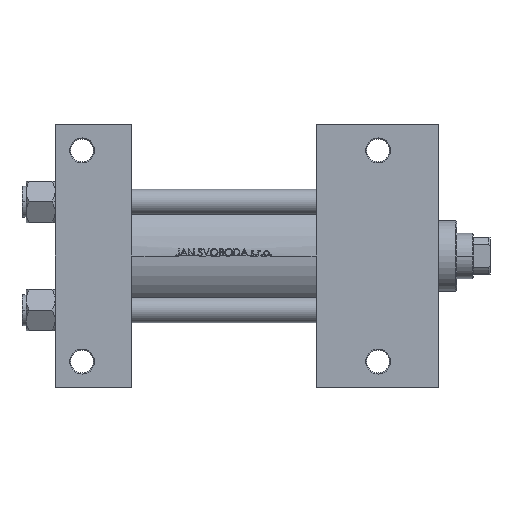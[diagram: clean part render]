
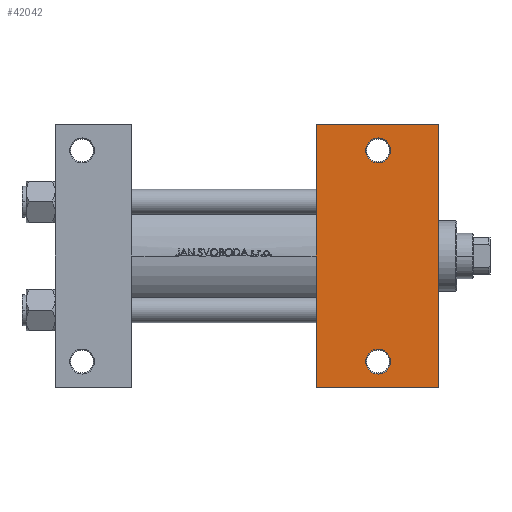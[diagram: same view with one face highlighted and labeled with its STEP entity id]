
A CAD part, front view. The second image highlights one B-rep face of the part: STEP entity #42042.
In plain terms, the highlighted face is planar.
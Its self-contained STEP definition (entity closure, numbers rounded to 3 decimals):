
#693 = DIRECTION ( 'NONE',  ( 0., 0., 1. ) ) ;
#2959 = DIRECTION ( 'NONE',  ( 0., -1., 0. ) ) ;
#3675 = EDGE_CURVE ( 'NONE', #44363, #27138, #7667, .T. ) ;
#3718 = ORIENTED_EDGE ( 'NONE', *, *, #21165, .T. ) ;
#3920 = FACE_BOUND ( 'NONE', #4208, .T. ) ;
#4092 = VERTEX_POINT ( 'NONE', #9624 ) ;
#4168 = PLANE ( 'NONE',  #14847 ) ;
#4208 = EDGE_LOOP ( 'NONE', ( #24723, #28173 ) ) ;
#7633 = DIRECTION ( 'NONE',  ( 0., 0., 1. ) ) ;
#7667 = LINE ( 'NONE', #22866, #35048 ) ;
#8060 = ORIENTED_EDGE ( 'NONE', *, *, #27961, .T. ) ;
#8140 = DIRECTION ( 'NONE',  ( -1., 0., 0. ) ) ;
#8228 = DIRECTION ( 'NONE',  ( -1., 0., 0. ) ) ;
#8916 = CIRCLE ( 'NONE', #43108, 5.999 ) ;
#9158 = LINE ( 'NONE', #23873, #35494 ) ;
#9624 = CARTESIAN_POINT ( 'NONE',  ( 162., 51., -37.5 ) ) ;
#9788 = CARTESIAN_POINT ( 'NONE',  ( 150.001, 51., -37.5 ) ) ;
#10505 = AXIS2_PLACEMENT_3D ( 'NONE', #31550, #693, #46763 ) ;
#11356 = EDGE_CURVE ( 'NONE', #4092, #41376, #14494, .T. ) ;
#11436 = CIRCLE ( 'NONE', #20166, 5.999 ) ;
#11542 = ORIENTED_EDGE ( 'NONE', *, *, #26812, .T. ) ;
#13851 = CARTESIAN_POINT ( 'NONE',  ( 185., 37.5, -37.5 ) ) ;
#14279 = EDGE_CURVE ( 'NONE', #42889, #34499, #11436, .T. ) ;
#14494 = CIRCLE ( 'NONE', #10505, 5.999 ) ;
#14847 = AXIS2_PLACEMENT_3D ( 'NONE', #45760, #27069, #8140 ) ;
#15832 = DIRECTION ( 'NONE',  ( -1., 0., 0. ) ) ;
#17333 = CARTESIAN_POINT ( 'NONE',  ( 126., -63.5, -37.5 ) ) ;
#17425 = ORIENTED_EDGE ( 'NONE', *, *, #14279, .T. ) ;
#18047 = DIRECTION ( 'NONE',  ( -1., 0., 0. ) ) ;
#19155 = DIRECTION ( 'NONE',  ( -1., 0., 0. ) ) ;
#19840 = ORIENTED_EDGE ( 'NONE', *, *, #28803, .T. ) ;
#20166 = AXIS2_PLACEMENT_3D ( 'NONE', #47711, #25036, #18047 ) ;
#21165 = EDGE_CURVE ( 'NONE', #44363, #28458, #9158, .T. ) ;
#22428 = EDGE_LOOP ( 'NONE', ( #47385, #3718, #8060, #19840 ) ) ;
#22866 = CARTESIAN_POINT ( 'NONE',  ( 126., 37.5, -37.5 ) ) ;
#23149 = DIRECTION ( 'NONE',  ( 0., 0., 1. ) ) ;
#23873 = CARTESIAN_POINT ( 'NONE',  ( 126., 63.5, -37.5 ) ) ;
#24723 = ORIENTED_EDGE ( 'NONE', *, *, #30085, .T. ) ;
#25036 = DIRECTION ( 'NONE',  ( 0., 0., 1. ) ) ;
#25319 = CARTESIAN_POINT ( 'NONE',  ( 150.001, -51., -37.5 ) ) ;
#26812 = EDGE_CURVE ( 'NONE', #34499, #42889, #8916, .T. ) ;
#27049 = CARTESIAN_POINT ( 'NONE',  ( 156., 51., -37.5 ) ) ;
#27069 = DIRECTION ( 'NONE',  ( 0., 0., -1. ) ) ;
#27138 = VERTEX_POINT ( 'NONE', #17333 ) ;
#27160 = LINE ( 'NONE', #38373, #38399 ) ;
#27961 = EDGE_CURVE ( 'NONE', #28458, #28181, #32530, .T. ) ;
#28173 = ORIENTED_EDGE ( 'NONE', *, *, #11356, .T. ) ;
#28181 = VERTEX_POINT ( 'NONE', #42890 ) ;
#28458 = VERTEX_POINT ( 'NONE', #46460 ) ;
#28803 = EDGE_CURVE ( 'NONE', #28181, #27138, #27160, .T. ) ;
#30085 = EDGE_CURVE ( 'NONE', #41376, #4092, #35263, .T. ) ;
#31333 = DIRECTION ( 'NONE',  ( 1., 0., 0. ) ) ;
#31550 = CARTESIAN_POINT ( 'NONE',  ( 156., 51., -37.5 ) ) ;
#32530 = LINE ( 'NONE', #13851, #43949 ) ;
#33670 = AXIS2_PLACEMENT_3D ( 'NONE', #27049, #7633, #15832 ) ;
#34499 = VERTEX_POINT ( 'NONE', #36668 ) ;
#35048 = VECTOR ( 'NONE', #2959, 1000. ) ;
#35263 = CIRCLE ( 'NONE', #33670, 5.999 ) ;
#35434 = CARTESIAN_POINT ( 'NONE',  ( 126., 63.5, -37.5 ) ) ;
#35494 = VECTOR ( 'NONE', #31333, 1000. ) ;
#35910 = EDGE_LOOP ( 'NONE', ( #17425, #11542 ) ) ;
#36668 = CARTESIAN_POINT ( 'NONE',  ( 162., -51., -37.5 ) ) ;
#38281 = FACE_BOUND ( 'NONE', #35910, .T. ) ;
#38373 = CARTESIAN_POINT ( 'NONE',  ( 126., -63.5, -37.5 ) ) ;
#38399 = VECTOR ( 'NONE', #8228, 1000. ) ;
#41376 = VERTEX_POINT ( 'NONE', #9788 ) ;
#42042 = ADVANCED_FACE ( 'NONE', ( #3920, #38281, #42247 ), #4168, .T. ) ;
#42247 = FACE_OUTER_BOUND ( 'NONE', #22428, .T. ) ;
#42889 = VERTEX_POINT ( 'NONE', #25319 ) ;
#42890 = CARTESIAN_POINT ( 'NONE',  ( 185., -63.5, -37.5 ) ) ;
#43108 = AXIS2_PLACEMENT_3D ( 'NONE', #49069, #23149, #19155 ) ;
#43949 = VECTOR ( 'NONE', #44234, 1000. ) ;
#44234 = DIRECTION ( 'NONE',  ( 0., -1., 0. ) ) ;
#44363 = VERTEX_POINT ( 'NONE', #35434 ) ;
#45760 = CARTESIAN_POINT ( 'NONE',  ( 185., 37.5, -37.5 ) ) ;
#46460 = CARTESIAN_POINT ( 'NONE',  ( 185., 63.5, -37.5 ) ) ;
#46763 = DIRECTION ( 'NONE',  ( -1., 0., 0. ) ) ;
#47385 = ORIENTED_EDGE ( 'NONE', *, *, #3675, .F. ) ;
#47711 = CARTESIAN_POINT ( 'NONE',  ( 156., -51., -37.5 ) ) ;
#49069 = CARTESIAN_POINT ( 'NONE',  ( 156., -51., -37.5 ) ) ;
